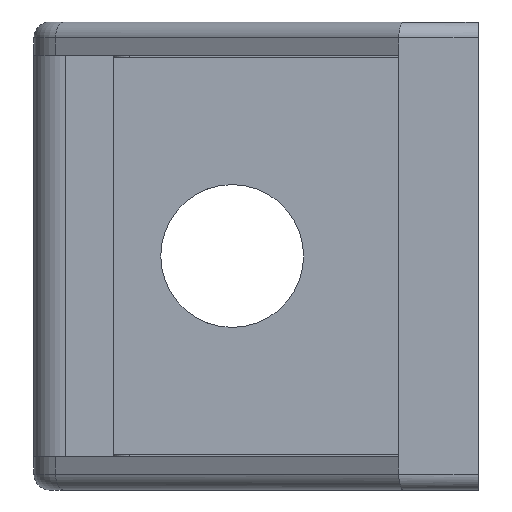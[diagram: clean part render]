
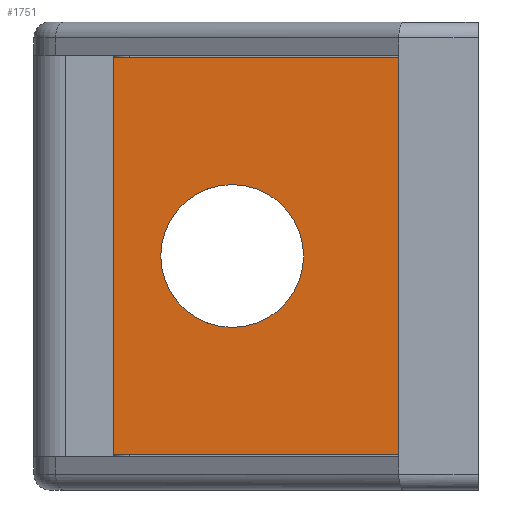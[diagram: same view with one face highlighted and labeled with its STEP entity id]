
A CAD part, left-side view. The second image highlights one B-rep face of the part: STEP entity #1751.
In plain terms, the highlighted planar face has unit normal (-1, 0, 0).
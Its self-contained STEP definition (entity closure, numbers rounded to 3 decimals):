
#35 = VERTEX_POINT ( 'NONE', #2676 ) ;
#61 = ORIENTED_EDGE ( 'NONE', *, *, #1044, .T. ) ;
#169 = EDGE_LOOP ( 'NONE', ( #3426, #61 ) ) ;
#188 = CARTESIAN_POINT ( 'NONE',  ( -14.5, 0., -12.5 ) ) ;
#418 = CIRCLE ( 'NONE', #968, 4.5 ) ;
#727 = ORIENTED_EDGE ( 'NONE', *, *, #2017, .T. ) ;
#783 = VECTOR ( 'NONE', #2400, 1000. ) ;
#968 = AXIS2_PLACEMENT_3D ( 'NONE', #4113, #3508, #2879 ) ;
#1044 = EDGE_CURVE ( 'NONE', #2616, #2935, #418, .T. ) ;
#1077 = EDGE_CURVE ( 'NONE', #2935, #2616, #4657, .T. ) ;
#1088 = ORIENTED_EDGE ( 'NONE', *, *, #4290, .T. ) ;
#1163 = DIRECTION ( 'NONE',  ( 0., -1., 0. ) ) ;
#1669 = CARTESIAN_POINT ( 'NONE',  ( -14.5, 0., 12.5 ) ) ;
#1751 = ADVANCED_FACE ( 'NONE', ( #3648, #4103 ), #4139, .F. ) ;
#1804 = CARTESIAN_POINT ( 'NONE',  ( -14.5, 23., 12.5 ) ) ;
#1923 = AXIS2_PLACEMENT_3D ( 'NONE', #4481, #3864, #3252 ) ;
#2017 = EDGE_CURVE ( 'NONE', #35, #3217, #5070, .T. ) ;
#2052 = EDGE_CURVE ( 'NONE', #6106, #3363, #2421, .T. ) ;
#2279 = DIRECTION ( 'NONE',  ( 0., 0., -1. ) ) ;
#2400 = DIRECTION ( 'NONE',  ( 0., 0., 1. ) ) ;
#2421 = LINE ( 'NONE', #1804, #4831 ) ;
#2451 = CARTESIAN_POINT ( 'NONE',  ( -14.5, 15.5, -4.5 ) ) ;
#2497 = ORIENTED_EDGE ( 'NONE', *, *, #4106, .F. ) ;
#2550 = EDGE_LOOP ( 'NONE', ( #1088, #4129, #2497, #727 ) ) ;
#2616 = VERTEX_POINT ( 'NONE', #5824 ) ;
#2676 = CARTESIAN_POINT ( 'NONE',  ( -14.5, 23., -12.5 ) ) ;
#2879 = DIRECTION ( 'NONE',  ( 0., 0., -1. ) ) ;
#2903 = DIRECTION ( 'NONE',  ( 1., 0., 0. ) ) ;
#2908 = DIRECTION ( 'NONE',  ( 0., 0., 1. ) ) ;
#2935 = VERTEX_POINT ( 'NONE', #2451 ) ;
#3020 = CARTESIAN_POINT ( 'NONE',  ( -14.5, 23., 12.5 ) ) ;
#3217 = VERTEX_POINT ( 'NONE', #188 ) ;
#3252 = DIRECTION ( 'NONE',  ( 0., 0., -1. ) ) ;
#3363 = VERTEX_POINT ( 'NONE', #1669 ) ;
#3426 = ORIENTED_EDGE ( 'NONE', *, *, #1077, .T. ) ;
#3508 = DIRECTION ( 'NONE',  ( 1., 0., 0. ) ) ;
#3532 = CARTESIAN_POINT ( 'NONE',  ( -14.5, 23., 12.5 ) ) ;
#3539 = CARTESIAN_POINT ( 'NONE',  ( -14.5, 0., 12.5 ) ) ;
#3648 = FACE_BOUND ( 'NONE', #169, .T. ) ;
#3817 = DIRECTION ( 'NONE',  ( 0., -1., 0. ) ) ;
#3864 = DIRECTION ( 'NONE',  ( 1., 0., 0. ) ) ;
#3881 = VECTOR ( 'NONE', #3817, 1000. ) ;
#3947 = AXIS2_PLACEMENT_3D ( 'NONE', #3532, #2903, #2279 ) ;
#4103 = FACE_OUTER_BOUND ( 'NONE', #2550, .T. ) ;
#4106 = EDGE_CURVE ( 'NONE', #35, #6106, #5525, .T. ) ;
#4113 = CARTESIAN_POINT ( 'NONE',  ( -14.5, 15.5, 0. ) ) ;
#4129 = ORIENTED_EDGE ( 'NONE', *, *, #2052, .F. ) ;
#4139 = PLANE ( 'NONE',  #3947 ) ;
#4290 = EDGE_CURVE ( 'NONE', #3217, #3363, #6041, .T. ) ;
#4403 = VECTOR ( 'NONE', #2908, 1000. ) ;
#4431 = CARTESIAN_POINT ( 'NONE',  ( -14.5, 23., -12.5 ) ) ;
#4481 = CARTESIAN_POINT ( 'NONE',  ( -14.5, 15.5, 0. ) ) ;
#4657 = CIRCLE ( 'NONE', #1923, 4.5 ) ;
#4831 = VECTOR ( 'NONE', #1163, 1000. ) ;
#5070 = LINE ( 'NONE', #4431, #3881 ) ;
#5525 = LINE ( 'NONE', #3020, #783 ) ;
#5824 = CARTESIAN_POINT ( 'NONE',  ( -14.5, 15.5, 4.5 ) ) ;
#6041 = LINE ( 'NONE', #3539, #4403 ) ;
#6082 = CARTESIAN_POINT ( 'NONE',  ( -14.5, 23., 12.5 ) ) ;
#6106 = VERTEX_POINT ( 'NONE', #6082 ) ;
